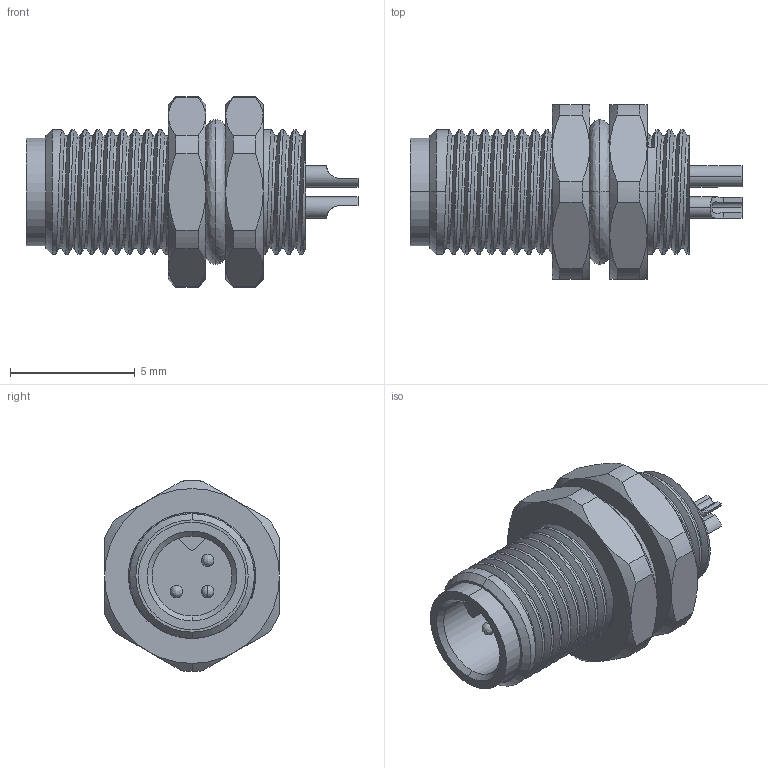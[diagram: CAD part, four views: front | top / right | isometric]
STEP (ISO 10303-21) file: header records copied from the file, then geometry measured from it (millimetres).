
FILE_DESCRIPTION (( 'STEP AP203' ), '1' );
FILE_NAME ('P12(3pin).STEP', '2020-03-30T05:44:18', ( 'edpusr' ), ( 'Microsoft' ), 'SwSTEP 2.0', 'SolidWorks 2015', '' );
FILE_SCHEMA (( 'CONFIG_CONTROL_DESIGN' ));
Length unit declared in the file: millimetre
Products named in the file (1): P12(3pin)
Bounding box: 13.3 x 7 x 7.64 mm (x, y, z)
Volume: 240.7 mm3; surface area: 452.4 mm2
Topology: 1 solids, 1 shells, 157 faces, 400 edges, 250 vertices
Faces by surface type: cylinder 67, plane 40, cone 34, bspline 16
Entity records: 6783 total; most frequent: CARTESIAN_POINT 3223, ORIENTED_EDGE 784, DIRECTION 678, EDGE_CURVE 392, AXIS2_PLACEMENT_3D 272, VERTEX_POINT 250, EDGE_LOOP 170, ADVANCED_FACE 157
